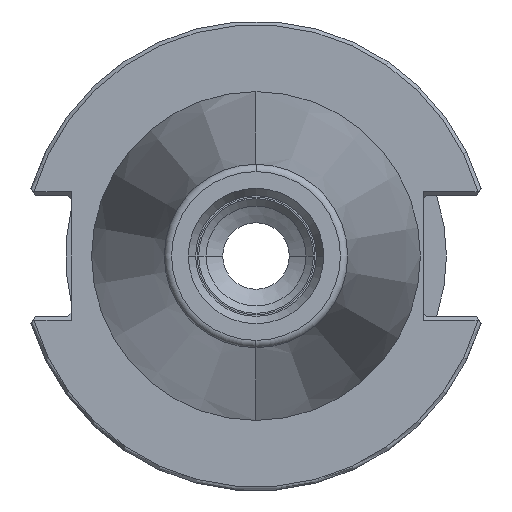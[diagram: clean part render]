
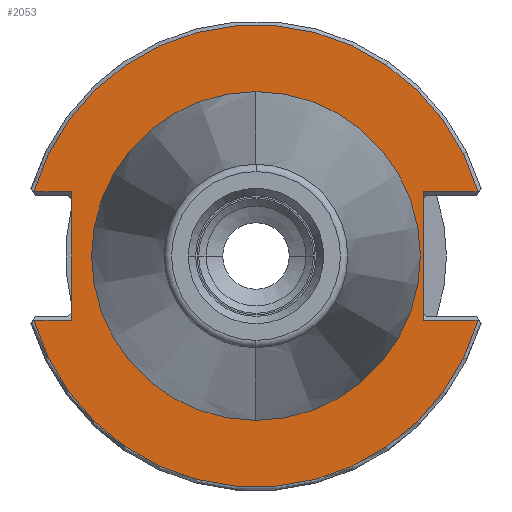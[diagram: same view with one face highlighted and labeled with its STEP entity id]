
A CAD part, left-side view. The second image highlights one B-rep face of the part: STEP entity #2053.
In plain terms, the highlighted planar face has unit normal (-1, 0, 0).
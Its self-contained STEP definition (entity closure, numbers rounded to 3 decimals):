
#116=CARTESIAN_POINT('',(3.175,0.,0.));
#117=DIRECTION('',(1.,0.,0.));
#118=DIRECTION('',(0.,1.,0.));
#119=AXIS2_PLACEMENT_3D('',#116,#117,#118);
#121=CARTESIAN_POINT('',(3.175,0.,0.));
#122=DIRECTION('',(1.,0.,0.));
#123=DIRECTION('',(0.,-1.,0.));
#124=AXIS2_PLACEMENT_3D('',#121,#122,#123);
#126=DIRECTION('',(0.,-1.,0.));
#127=VECTOR('',#126,5.017);
#128=CARTESIAN_POINT('',(3.175,30.017,8.69));
#129=LINE('',#128,#127);
#130=DIRECTION('',(0.,-1.,0.));
#131=VECTOR('',#130,7.417);
#132=CARTESIAN_POINT('',(3.175,-22.6,8.69));
#133=LINE('',#132,#131);
#134=DIRECTION('',(0.,1.,0.));
#135=VECTOR('',#134,7.417);
#136=CARTESIAN_POINT('',(3.175,-30.017,-8.69));
#137=LINE('',#136,#135);
#138=DIRECTION('',(0.,1.,0.));
#139=VECTOR('',#138,5.017);
#140=CARTESIAN_POINT('',(3.175,25.,-8.69));
#141=LINE('',#140,#139);
#168=DIRECTION('',(0.,0.,-1.));
#169=VECTOR('',#168,17.38);
#170=CARTESIAN_POINT('',(3.175,25.,8.69));
#171=LINE('',#170,#169);
#898=DIRECTION('',(0.,0.,1.));
#899=VECTOR('',#898,17.38);
#900=CARTESIAN_POINT('',(3.175,-22.6,-8.69));
#901=LINE('',#900,#899);
#1024=CARTESIAN_POINT('',(3.175,0.,0.));
#1025=DIRECTION('',(-1.,0.,0.));
#1026=DIRECTION('',(0.,0.961,-0.278));
#1027=AXIS2_PLACEMENT_3D('',#1024,#1025,#1026);
#1096=CARTESIAN_POINT('',(3.175,0.,0.));
#1097=DIRECTION('',(-1.,0.,0.));
#1098=DIRECTION('',(0.,-0.961,0.278));
#1099=AXIS2_PLACEMENT_3D('',#1096,#1097,#1098);
#1586=CARTESIAN_POINT('',(3.175,22.2,0.));
#1587=CARTESIAN_POINT('',(3.175,-22.2,0.));
#1588=VERTEX_POINT('',#1586);
#1589=VERTEX_POINT('',#1587);
#1642=CARTESIAN_POINT('',(3.175,30.017,8.69));
#1643=CARTESIAN_POINT('',(3.175,25.,8.69));
#1644=VERTEX_POINT('',#1642);
#1645=VERTEX_POINT('',#1643);
#1650=CARTESIAN_POINT('',(3.175,25.,-8.69));
#1651=CARTESIAN_POINT('',(3.175,30.017,-8.69));
#1652=VERTEX_POINT('',#1650);
#1653=VERTEX_POINT('',#1651);
#1658=CARTESIAN_POINT('',(3.175,-22.6,8.69));
#1659=CARTESIAN_POINT('',(3.175,-30.017,8.69));
#1660=VERTEX_POINT('',#1658);
#1661=VERTEX_POINT('',#1659);
#1666=CARTESIAN_POINT('',(3.175,-30.017,
-8.69));
#1667=CARTESIAN_POINT('',(3.175,-22.6,-8.69));
#1668=VERTEX_POINT('',#1666);
#1669=VERTEX_POINT('',#1667);
#2026=CARTESIAN_POINT('',(3.175,0.,0.));
#2027=DIRECTION('',(1.,0.,0.));
#2028=DIRECTION('',(0.,0.,1.));
#2029=AXIS2_PLACEMENT_3D('',#2026,#2027,#2028);
#2030=PLANE('',#2029);
#2032=ORIENTED_EDGE('',*,*,#2031,.F.);
#2034=ORIENTED_EDGE('',*,*,#2033,.F.);
#2036=ORIENTED_EDGE('',*,*,#2035,.F.);
#2038=ORIENTED_EDGE('',*,*,#2037,.F.);
#2040=ORIENTED_EDGE('',*,*,#2039,.F.);
#2042=ORIENTED_EDGE('',*,*,#2041,.F.);
#2044=ORIENTED_EDGE('',*,*,#2043,.F.);
#2046=ORIENTED_EDGE('',*,*,#2045,.F.);
#2047=EDGE_LOOP('',(#2032,#2034,#2036,#2038,#2040,#2042,#2044,#2046));
#2048=FACE_OUTER_BOUND('',#2047,.F.);
#2049=ORIENTED_EDGE('',*,*,#1979,.F.);
#2050=ORIENTED_EDGE('',*,*,#1994,.F.);
#2051=EDGE_LOOP('',(#2049,#2050));
#2052=FACE_BOUND('',#2051,.F.);
#2053=ADVANCED_FACE('',(#2048,#2052),#2030,.F.);
#120=CIRCLE('',#119,22.2);
#125=CIRCLE('',#124,22.2);
#1028=CIRCLE('',#1027,31.25);
#1100=CIRCLE('',#1099,31.25);
#1979=EDGE_CURVE('',#1588,#1589,#120,.T.);
#1994=EDGE_CURVE('',#1589,#1588,#125,.T.);
#2031=EDGE_CURVE('',#1644,#1645,#129,.T.);
#2033=EDGE_CURVE('',#1661,#1644,#1100,.T.);
#2035=EDGE_CURVE('',#1660,#1661,#133,.T.);
#2037=EDGE_CURVE('',#1669,#1660,#901,.T.);
#2039=EDGE_CURVE('',#1668,#1669,#137,.T.);
#2041=EDGE_CURVE('',#1653,#1668,#1028,.T.);
#2043=EDGE_CURVE('',#1652,#1653,#141,.T.);
#2045=EDGE_CURVE('',#1645,#1652,#171,.T.);
